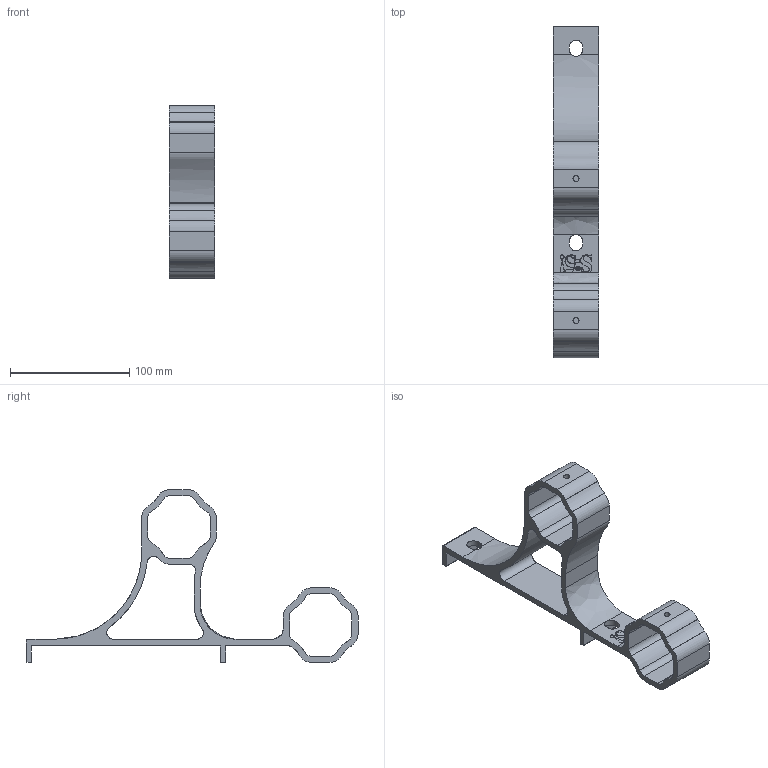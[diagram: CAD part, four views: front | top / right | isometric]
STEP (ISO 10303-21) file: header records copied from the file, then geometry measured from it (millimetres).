
FILE_DESCRIPTION ((), '1');
FILE_NAME ('XGard 20.stp', '2016-05-23T15:51:29', ('Unknown'), ('Unknown'), 'HarmonyWare STEP v2.0.0', 'Vectorworks', '');
FILE_SCHEMA (('CONFIG_CONTROL_DESIGN'));
Length unit declared in the file: millimetre
Products named in the file (1): NONE
Bounding box: 38.1 x 278.38 x 144.78 mm (x, y, z)
Surface area: 65459.8 mm2 (no closed solid volume)
Topology: 0 solids, 1 shells, 271 faces, 769 edges, 510 vertices
Faces by surface type: bspline 271
Entity records: 13455 total; most frequent: CARTESIAN_POINT 8705, ORIENTED_EDGE 1535, B_SPLINE_CURVE_WITH_KNOTS 769, EDGE_CURVE 769, VERTEX_POINT 510, EDGE_LOOP 296, FACE_OUTER_BOUND 271, ADVANCED_FACE 271
